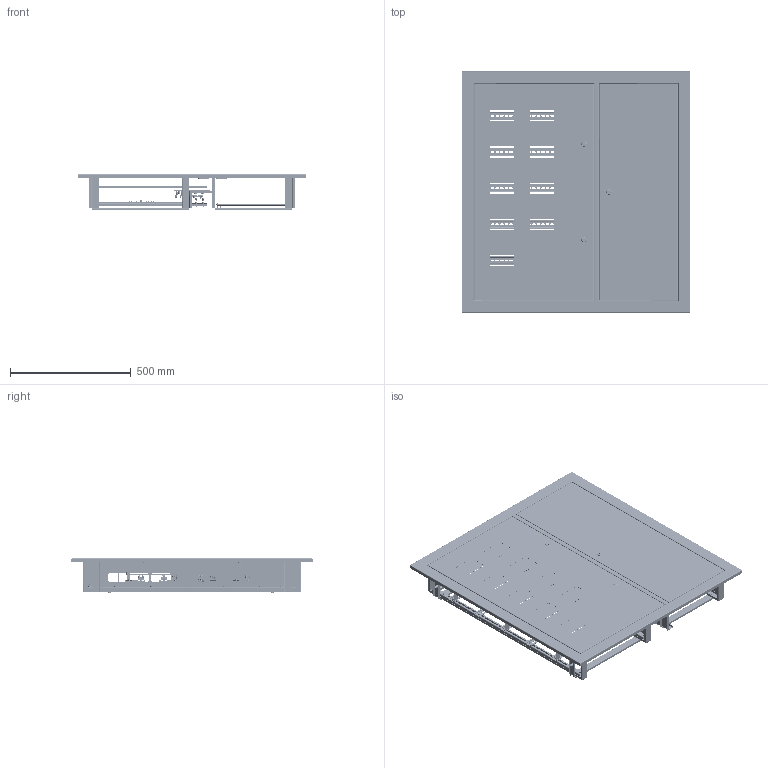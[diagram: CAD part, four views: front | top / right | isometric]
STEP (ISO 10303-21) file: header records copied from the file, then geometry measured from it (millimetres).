
FILE_DESCRIPTION (( 'STEP AP203' ), '1' );
FILE_NAME ('Ùèò ýòàæíûé 9 êâ. 2õ-äâåðíûé (1000õ950õ150) EKF PROxima.STEP', '2023-11-16T10:50:45', ( '' ), ( '' ), 'SwSTEP 2.0', 'SolidWorks 2021', '' );
FILE_SCHEMA (( 'CONFIG_CONTROL_DESIGN' ));
Length unit declared in the file: millimetre
Products named in the file (53): ÌÈ-1904.06.00.000 Èçîëÿòîð êàðáîëèòîâûé ñ ïðÿìûì è 1 ñòóïåí÷àòûì êðîíøòåéíîì; ÌÈ-1904.06.00.001 Êðîíøòåéí ïðÿìîé; pan head cross recess screw_din2_DIN EN ISO 7045 - M4 x 16 - Z - 16N; ÌÈ-2650.03.00.000 Äâåðü ó÷åòà ÑÁ_9ª¢.; ÌÈ-2414.06.00.00 Èçîëÿòîð êàðáîëèòîâûé 3õ ñòóïåí÷àòûì  è 2õ ñòóïåí÷àòûì êðîíøòåéíàìè; Çàêëåïêà ãàå÷íàÿ Ì6 UNI 9203; ÌÈ-2414.06.00.001 Êðîíøòåéí òðåõñòóïåí÷àòûé; 2_DIN EN ISO 7045 - M4 x 16 - Z - 16N; hex flange nut_din1_Hexagon Flange Nut DIN 6923 - M6 - N; 昈-2414.01.01.001 盷謥蜦豂儆趌-01; ÌÈ-2414.05.00.003 Êðîíøòåéí ïîä äèí-ðåéêó; pan head cross recess screw_din1_ISO 7045 - M4 x 16 - Z --- 16N; ÌÈ-2414.01.00.001 Ñòåíêà áîêîâàÿ; Øèíà N, PE 12 îòâ._14; DIN-ðåéêà2_L=420 (!); ÌÈ-2414.05.00.002 Ðåéêà ãîðèçîíòàëüíàÿ_8®â¢.; Ùèò ýòàæíûé 9 êâ. 2õ-äâåðíûé (1000õ950õ150) EKF PROxima; ﾌﾈ-2414.02.00.001 ﾄ粢 珮ⅳⅸ浯; ﾊ瑩傔3 筧ｯ; ÌÈ-2414.01.00.006 Óñèëèòåëü êàáåëüíûé  ; ÌÈ-2650.05.00.001 Ðåéêà âåðòèêàëüíàÿ; ﾌﾈ-2650.03.00.001 ﾄ粢 褪濱9ｪ｢; pan head cross recess screw_din11_DIN EN ISO 7045 - M6 x 16 - Z - 16N; ÌÈ-1904.07.00.002 Êðîíøòåéí äâóõñòóïåí÷àòûé; 昈-2414.01.00.003-01 栺樇罻; Øïèëüêà Ì6õ12; pan head cross recess screw_din21_DIN EN ISO 7045 - M6 x 20 - Z - 20N; ÌÈ-2414.01.01.000 Ïåðåãîðîäêà ÑÁ_-01; ÌÈ-1904.07.00.001 Êðîíøòåéí îäíîñòóïåí÷àòûé; plain washer 6902 type abc_din_DIN 6902-A4.55; pan head cross recess screw_din1_DIN EN ISO 7045 - M6 x 20 - Z - 20N; 昈-2650.01.00.000 扻豵鵨 捘; hex flange nut_din3_Hexagon Flange Nut DIN 6923 - M6 - N; ÌÈ-1904.07.00.000 Èçîëÿòîð êàðáîëèòîâûé 1 ñòóïåí÷àòûì  è 2õ ñòóïåí÷àòûì êðîíøòåéíàìè; pan head cross recess screw_din11_ISO 7045 - M4 x 10 - Z --- 10N; 倘-2650.00.00.001 脏朦囗咫黖9,10.; ÌÈ-2650.05.00.000 Ðàìà ìîíòàæíàÿ ÑÁ_9,10ª¢.; ÌÈ-2414.01.00.004 Øâåëëåð; DIN-謥濋趌L=420 (!); pan head cross recess screw_din11_DIN EN ISO 7045 - M4 x 10 - Z - 10N ...
Assembly tree (207 placements, depth 4):
  Ùèò ýòàæíûé 9 êâ. 2õ-äâåðíûé (1000õ950õ150) EKF PROxima
    昈-2650.01.00.000 扻豵鵨 捘
      ÌÈ-2414.01.00.001 Ñòåíêà áîêîâàÿ  x2
      昈-2414.01.00.003 栺樇罻
      ÌÈ-2414.01.00.004 Øâåëëåð
      ÌÈ-2414.01.01.000 Ïåðåãîðîäêà ÑÁ_-01
        昈-2414.01.01.001 盷謥蜦豂儆趌-01
        Êðîíøòåéí 40õ40  x3
      昈-2414.01.00.003-01 栺樇罻
      Ïëàñòèíà 100õ35  x4
      ÌÈ-2414.01.00.006 Óñèëèòåëü êàáåëüíûé    x2
      Çàêëåïêà ãàå÷íàÿ Ì8  x4
      Øïèëüêà Ì6õ12  x3
      ﾌﾈ-2650.01.00.007 ﾊ煇鳫  x3
      Çàêëåïêà ãàå÷íàÿ Ì6 UNI 9203  x4
    ﾌﾈ-2414.02.00.000 ﾄ粢 珮ⅳⅸ浯 ﾑﾁ
      ﾌﾈ-2414.02.00.001 ﾄ粢 珮ⅳⅸ浯
      Çàêëåïêà ãàå÷íàÿ Ì4  x2
      Çàìîê ïî÷òîâûé
      Øïèëüêà Ì6õ12
    ÌÈ-2650.03.00.000 Äâåðü ó÷åòà ÑÁ_9ª¢.
      ﾌﾈ-2650.03.00.001 ﾄ粢 褪濱9ｪ｢
      Çàìîê ïî÷òîâûé  x2
      Çàêëåïêà ãàå÷íàÿ Ì4  x2
      Øïèëüêà Ì6õ12
    pan head cross recess screw_din1_ISO 7045 - M4 x 16 - Z --- 16N  x3
    hex flange nut_din1_Hexagon Flange Nut DIN 6923 - M6 - N  x7
    DIN-ðåéêà2_L=420 (!)  x2
    pan head cross recess screw_din1_DIN EN ISO 7045 - M6 x 20 - Z - 20N  x4
    pan head cross recess screw_din21_DIN EN ISO 7045 - M6 x 20 - Z - 20N  x4
    ÌÈ-2650.05.00.000 Ðàìà ìîíòàæíàÿ ÑÁ_9,10ª¢.
      ÌÈ-2650.05.00.001 Ðåéêà âåðòèêàëüíàÿ  x2
      ÌÈ-2414.05.00.002 Ðåéêà ãîðèçîíòàëüíàÿ_8®â¢.
      pan head cross recess screw_din11_DIN EN ISO 7045 - M6 x 16 - Z - 16N  x12
      hex flange nut_din3_Hexagon Flange Nut DIN 6923 - M6 - N  x4
      DIN-謥濋趌L=420 (!)  x5
      ÌÈ-1904.06.00.000 Èçîëÿòîð êàðáîëèòîâûé ñ ïðÿìûì è 1 ñòóïåí÷àòûì êðîíøòåéíîì  x2
        Çàæèì äëÿ ïðîâîäíèêîâ ïèòàþùåé öåïè_1
        ﾕ黑 ﾙﾝ
        ÌÈ-1904.06.00.001 Êðîíøòåéí ïðÿìîé
        ÌÈ-1904.07.00.001 Êðîíøòåéí îäíîñòóïåí÷àòûé
        Ãàå÷íàÿ çàêëåïêà Ì4
        pan head cross recess screw_din11_ISO 7045 - M4 x 10 - Z --- 10N
        plain washer 6902 type abc_din_DIN 6902-A4.55
        pan head cross recess screw_din11_DIN EN ISO 7045 - M4 x 10 - Z - 10N
      ÌÈ-1904.07.00.000 Èçîëÿòîð êàðáîëèòîâûé 1 ñòóïåí÷àòûì  è 2õ ñòóïåí÷àòûì êðîíøòåéíàìè
        Çàæèì äëÿ ïðîâîäíèêîâ ïèòàþùåé öåïè_1
        ÌÈ-1904.07.00.001 Êðîíøòåéí îäíîñòóïåí÷àòûé
        ÌÈ-1904.07.00.002 Êðîíøòåéí äâóõñòóïåí÷àòûé
        ﾕ黑 ﾙﾝ  x2
        Ãàå÷íàÿ çàêëåïêà Ì4  x11
        pan head cross recess screw_din11_ISO 7045 - M4 x 10 - Z --- 10N  x10
        plain washer 6902 type abc_din_DIN 6902-A4.55  x5
        pan head cross recess screw_din11_DIN EN ISO 7045 - M4 x 10 - Z - 10N
      ﾕ黑 ﾙﾝ
      pan head cross recess screw_din2_DIN EN ISO 7045 - M4 x 16 - Z - 16N  x2
      Çàêëåïêà öèëèíäðè÷åñêàÿ Ì4 ÑÒ-Á ñ âíóòðåííåé ðåçüáîé_Œ8
      ÌÈ-2414.06.00.00 Èçîëÿòîð êàðáîëèòîâûé 3õ ñòóïåí÷àòûì  è 2õ ñòóïåí÷àòûì êðîíøòåéíàìè
        Çàæèì äëÿ ïðîâîäíèêîâ ïèòàþùåé öåïè_1
        ÌÈ-2414.06.00.001 Êðîíøòåéí òðåõñòóïåí÷àòûé
Bounding box: 950 x 1000 x 153 mm (x, y, z)
Volume: 2210628.4 mm3; surface area: 4722458.1 mm2
Topology: 224 solids, 224 shells, 8413 faces, 20272 edges, 12399 vertices
Faces by surface type: plane 4031, cylinder 2479, cone 856, torus 694, bspline 211, sphere 142
Entity records: 92410 total; most frequent: CARTESIAN_POINT 21263, DIRECTION 12932, ORIENTED_EDGE 12460, EDGE_CURVE 6230, AXIS2_PLACEMENT_3D 4586, VERTEX_POINT 3869, VECTOR 3760, LINE 3760
